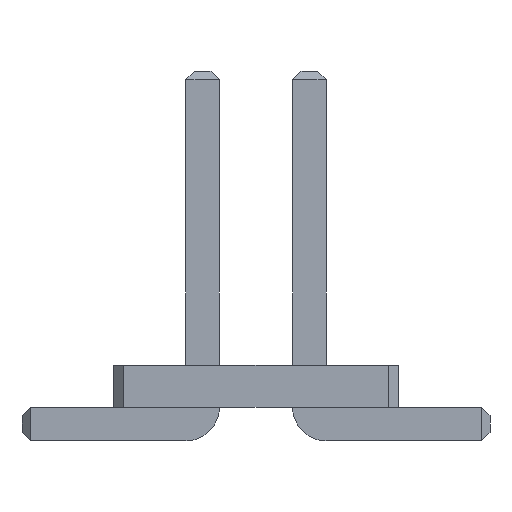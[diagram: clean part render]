
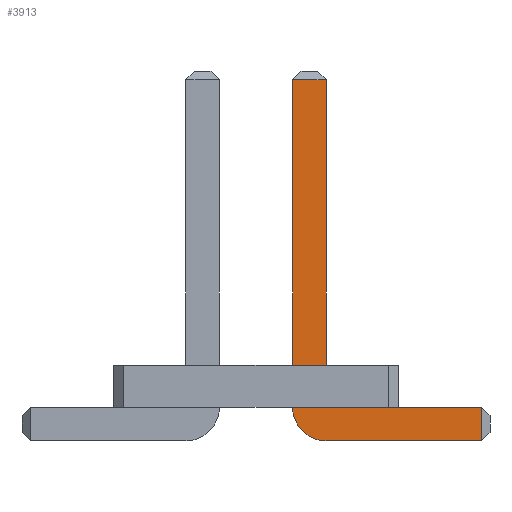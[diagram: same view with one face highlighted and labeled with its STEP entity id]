
A CAD part, front view. The second image highlights one B-rep face of the part: STEP entity #3913.
In plain terms, the highlighted planar face has unit normal (0, -1, 0).
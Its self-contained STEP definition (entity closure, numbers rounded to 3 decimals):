
#13=DIRECTION('',(0.,0.,1.));
#67=DIRECTION('',(1.,0.,0.));
#1751=VECTOR('',#67,1.);
#1762=DIRECTION('',(0.,1.,0.));
#1804=DIRECTION('',(-1.,0.,0.));
#3485=VECTOR('',#1804,1.);
#3720=DIRECTION('',(-0.,1.,0.));
#3721=DIRECTION('',(0.,0.,-1.));
#3728=VECTOR('',#3729,1.);
#3729=DIRECTION('',(0.,0.,1.));
#3740=VECTOR('',#3721,1.);
#3758=VERTEX_POINT('',#3759);
#3759=CARTESIAN_POINT('',(2.685,-18.615,0.));
#3762=ORIENTED_EDGE('',*,*,#3763,.T.);
#3763=EDGE_CURVE('',#3758,#3764,#3766,.T.);
#3764=VERTEX_POINT('',#3765);
#3765=CARTESIAN_POINT('',(0.835,-18.615,0.));
#3766=LINE('',#3767,#3485);
#3767=CARTESIAN_POINT('',(2.785,-18.615,0.));
#3807=VERTEX_POINT('',#3808);
#3808=CARTESIAN_POINT('',(0.435,-18.615,0.4));
#3811=EDGE_CURVE('',#3764,#3807,#3812,.T.);
#3812=CIRCLE('',#3813,0.4);
#3813=AXIS2_PLACEMENT_3D('',#3814,#3720,#3721);
#3814=CARTESIAN_POINT('',(0.835,-18.615,0.4));
#3823=VERTEX_POINT('',#3814);
#3825=ORIENTED_EDGE('',*,*,#3826,.T.);
#3826=EDGE_CURVE('',#3823,#3827,#3829,.T.);
#3827=VERTEX_POINT('',#3828);
#3828=CARTESIAN_POINT('',(2.685,-18.615,0.4));
#3829=LINE('',#3814,#1751);
#3839=ORIENTED_EDGE('',*,*,#3840,.T.);
#3840=EDGE_CURVE('',#3807,#3841,#3843,.T.);
#3841=VERTEX_POINT('',#3842);
#3842=CARTESIAN_POINT('',(0.435,-18.615,4.3));
#3843=LINE('',#3844,#3728);
#3844=CARTESIAN_POINT('',(0.435,-18.615,0.));
#3857=VERTEX_POINT('',#3858);
#3858=CARTESIAN_POINT('',(0.835,-18.615,4.3));
#3860=ORIENTED_EDGE('',*,*,#3861,.T.);
#3861=EDGE_CURVE('',#3857,#3823,#3862,.T.);
#3862=LINE('',#3863,#3740);
#3863=CARTESIAN_POINT('',(0.835,-18.615,4.4));
#3913=ADVANCED_FACE('',(#3914),#3923,.F.);
#3914=FACE_BOUND('',#3915,.F.);
#3915=EDGE_LOOP('',(#3762,#3916,#3839,#3917,#3860,#3825,#3920));
#3916=ORIENTED_EDGE('',*,*,#3811,.T.);
#3917=ORIENTED_EDGE('',*,*,#3918,.T.);
#3918=EDGE_CURVE('',#3841,#3857,#3919,.T.);
#3919=LINE('',#3842,#1751);
#3920=ORIENTED_EDGE('',*,*,#3921,.T.);
#3921=EDGE_CURVE('',#3827,#3758,#3922,.T.);
#3922=LINE('',#3828,#3740);
#3923=PLANE('',#3924);
#3924=AXIS2_PLACEMENT_3D('',#3925,#1762,#13);
#3925=CARTESIAN_POINT('',(1.032,-18.615,1.622));
